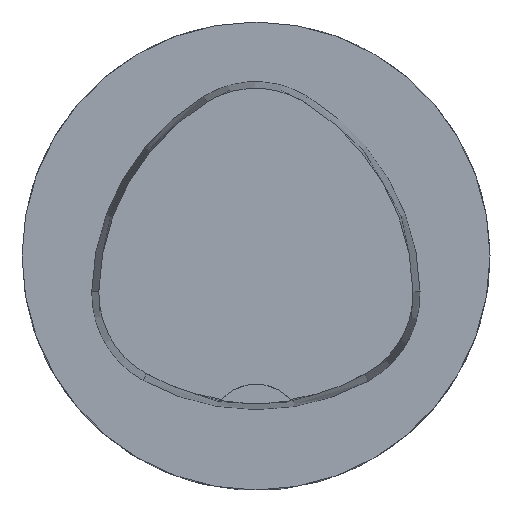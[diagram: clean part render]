
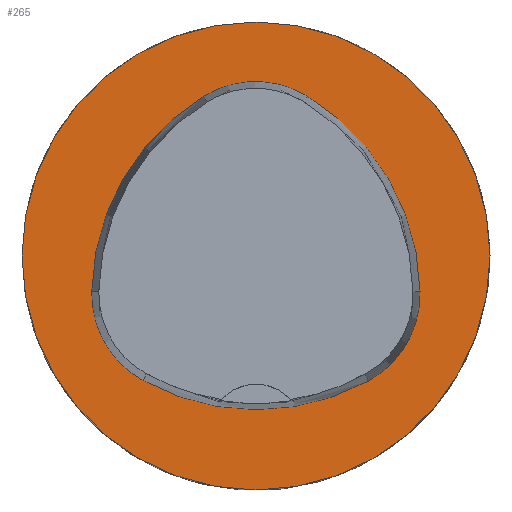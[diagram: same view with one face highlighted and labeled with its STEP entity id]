
A CAD part, top view. The second image highlights one B-rep face of the part: STEP entity #265.
In plain terms, the highlighted planar face has unit normal (0, 0, 1).
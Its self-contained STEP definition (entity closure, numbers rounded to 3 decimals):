
#265=ADVANCED_FACE('',(#532,#533),#331,.T.);
#331=PLANE('',#1596);
#532=FACE_BOUND('',#582,.T.);
#533=FACE_BOUND('',#583,.T.);
#582=EDGE_LOOP('',(#814,#815,#816,#817,#818,#819));
#583=EDGE_LOOP('',(#820));
#814=ORIENTED_EDGE('',*,*,#1281,.T.);
#815=ORIENTED_EDGE('',*,*,#1261,.T.);
#816=ORIENTED_EDGE('',*,*,#1265,.T.);
#817=ORIENTED_EDGE('',*,*,#1268,.T.);
#818=ORIENTED_EDGE('',*,*,#1271,.T.);
#819=ORIENTED_EDGE('',*,*,#1279,.T.);
#820=ORIENTED_EDGE('',*,*,#1284,.F.);
#1109=VERTEX_POINT('',#2444);
#1110=VERTEX_POINT('',#2445);
#1113=VERTEX_POINT('',#2453);
#1115=VERTEX_POINT('',#2459);
#1117=VERTEX_POINT('',#2465);
#1124=VERTEX_POINT('',#2486);
#1125=VERTEX_POINT('',#2496);
#1261=EDGE_CURVE('',#1109,#1110,#1392,.T.);
#1265=EDGE_CURVE('',#1110,#1113,#1394,.T.);
#1268=EDGE_CURVE('',#1113,#1115,#1396,.T.);
#1271=EDGE_CURVE('',#1115,#1117,#1398,.T.);
#1279=EDGE_CURVE('',#1117,#1124,#1402,.T.);
#1281=EDGE_CURVE('',#1124,#1109,#1404,.T.);
#1284=EDGE_CURVE('',#1125,#1125,#1407,.T.);
#1392=CIRCLE('',#1573,20.);
#1394=CIRCLE('',#1576,8.5);
#1396=CIRCLE('',#1579,20.);
#1398=CIRCLE('',#1582,8.5);
#1402=CIRCLE('',#1587,20.);
#1404=CIRCLE('',#1590,8.5);
#1407=CIRCLE('',#1595,20.);
#1573=AXIS2_PLACEMENT_3D('',#2443,#1850,#1851);
#1576=AXIS2_PLACEMENT_3D('',#2452,#1858,#1859);
#1579=AXIS2_PLACEMENT_3D('',#2458,#1865,#1866);
#1582=AXIS2_PLACEMENT_3D('',#2464,#1872,#1873);
#1587=AXIS2_PLACEMENT_3D('',#2487,#1884,#1885);
#1590=AXIS2_PLACEMENT_3D('',#2490,#1890,#1891);
#1595=AXIS2_PLACEMENT_3D('',#2495,#1900,#1901);
#1596=AXIS2_PLACEMENT_3D('',#2497,#1902,#1903);
#1850=DIRECTION('',(0.,0.,-1.));
#1851=DIRECTION('',(-1.,0.,0.));
#1858=DIRECTION('',(0.,0.,-1.));
#1859=DIRECTION('',(-1.,0.,0.));
#1865=DIRECTION('',(0.,0.,-1.));
#1866=DIRECTION('',(-1.,0.,0.));
#1872=DIRECTION('',(0.,0.,-1.));
#1873=DIRECTION('',(-1.,0.,0.));
#1884=DIRECTION('',(0.,0.,-1.));
#1885=DIRECTION('',(-1.,0.,0.));
#1890=DIRECTION('',(0.,0.,-1.));
#1891=DIRECTION('',(-1.,0.,0.));
#1900=DIRECTION('',(0.,0.,-1.));
#1901=DIRECTION('',(-1.,0.,0.));
#1902=DIRECTION('',(0.,0.,1.));
#1903=DIRECTION('',(1.,0.,0.));
#2443=CARTESIAN_POINT('',(5.955,-3.414,0.));
#2444=CARTESIAN_POINT('',(-14.041,-3.042,0.));
#2445=CARTESIAN_POINT('',(-4.472,13.653,0.));
#2452=CARTESIAN_POINT('',(-0.04,6.4,0.));
#2453=CARTESIAN_POINT('',(4.347,13.68,0.));
#2458=CARTESIAN_POINT('',(-5.976,-3.45,0.));
#2459=CARTESIAN_POINT('',(14.021,-3.075,0.));
#2464=CARTESIAN_POINT('',(5.522,-3.235,0.));
#2465=CARTESIAN_POINT('',(9.588,-10.699,0.));
#2486=CARTESIAN_POINT('',(-9.655,-10.639,0.));
#2487=CARTESIAN_POINT('',(0.022,6.864,0.));
#2490=CARTESIAN_POINT('',(-5.543,-3.2,0.));
#2495=CARTESIAN_POINT('',(0.,0.,
0.));
#2496=CARTESIAN_POINT('',(-20.,0.,0.));
#2497=CARTESIAN_POINT('',(0.,0.,
0.));
